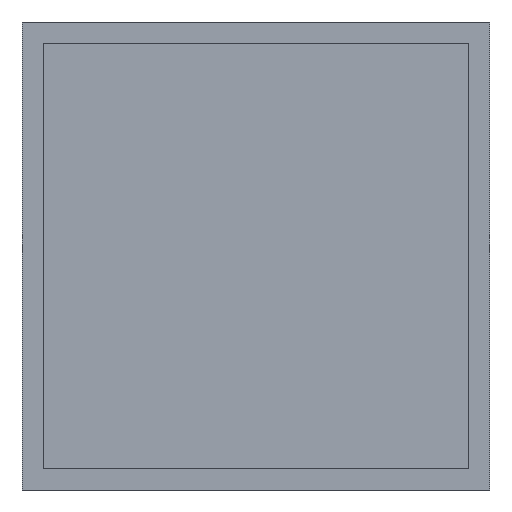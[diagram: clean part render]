
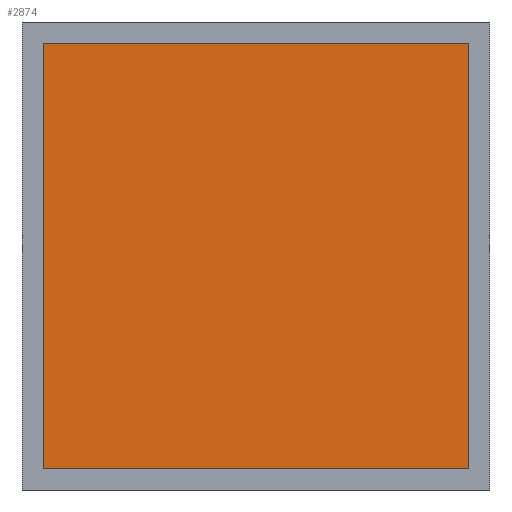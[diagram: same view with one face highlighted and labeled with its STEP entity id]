
A CAD part, front view. The second image highlights one B-rep face of the part: STEP entity #2874.
In plain terms, the highlighted planar face has unit normal (0, -1, 0).
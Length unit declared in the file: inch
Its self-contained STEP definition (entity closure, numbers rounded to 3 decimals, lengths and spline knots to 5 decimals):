
#557 = LINE ( 'NONE', #11440, #8255 ) ;
#582 = CARTESIAN_POINT ( 'NONE',  ( 0.12116, -0.26289, 0.05 ) ) ;
#1849 = LINE ( 'NONE', #3944, #2797 ) ;
#2511 = VERTEX_POINT ( 'NONE', #8614 ) ;
#2553 = FACE_OUTER_BOUND ( 'NONE', #7812, .T. ) ;
#2797 = VECTOR ( 'NONE', #10957, 39.37008 ) ;
#2812 = VERTEX_POINT ( 'NONE', #12379 ) ;
#2874 = ADVANCED_FACE ( 'NONE', ( #2553 ), #9836, .T. ) ;
#3043 = CARTESIAN_POINT ( 'NONE',  ( 0.12116, -0.26289, 0.05 ) ) ;
#3216 = VECTOR ( 'NONE', #3247, 39.37008 ) ;
#3247 = DIRECTION ( 'NONE',  ( -1., 0., 0. ) ) ;
#3943 = ORIENTED_EDGE ( 'NONE', *, *, #9479, .T. ) ;
#3944 = CARTESIAN_POINT ( 'NONE',  ( 0.12116, -0.26289, 0.05 ) ) ;
#3996 = ORIENTED_EDGE ( 'NONE', *, *, #4123, .T. ) ;
#4123 = EDGE_CURVE ( 'NONE', #5970, #12477, #9110, .T. ) ;
#4674 = EDGE_CURVE ( 'NONE', #2812, #5970, #1849, .T. ) ;
#4826 = DIRECTION ( 'NONE',  ( 0., 0., -1. ) ) ;
#5215 = ORIENTED_EDGE ( 'NONE', *, *, #9439, .T. ) ;
#5428 = DIRECTION ( 'NONE',  ( 0., 0., -1. ) ) ;
#5890 = LINE ( 'NONE', #11354, #3216 ) ;
#5970 = VERTEX_POINT ( 'NONE', #582 ) ;
#7812 = EDGE_LOOP ( 'NONE', ( #3996, #5215, #3943, #11582 ) ) ;
#8255 = VECTOR ( 'NONE', #5428, 39.37008 ) ;
#8614 = CARTESIAN_POINT ( 'NONE',  ( -0.87884, -0.26289, 1.05 ) ) ;
#9053 = DIRECTION ( 'NONE',  ( 0., 0., 1. ) ) ;
#9110 = LINE ( 'NONE', #3043, #11807 ) ;
#9439 = EDGE_CURVE ( 'NONE', #12477, #2511, #5890, .T. ) ;
#9479 = EDGE_CURVE ( 'NONE', #2511, #2812, #557, .T. ) ;
#9836 = PLANE ( 'NONE',  #10149 ) ;
#10149 = AXIS2_PLACEMENT_3D ( 'NONE', #11836, #10862, #4826 ) ;
#10862 = DIRECTION ( 'NONE',  ( 0., -1., 0. ) ) ;
#10957 = DIRECTION ( 'NONE',  ( 1., 0., 0. ) ) ;
#11354 = CARTESIAN_POINT ( 'NONE',  ( 0.12116, -0.26289, 1.05 ) ) ;
#11428 = CARTESIAN_POINT ( 'NONE',  ( 0.12116, -0.26289, 1.05 ) ) ;
#11440 = CARTESIAN_POINT ( 'NONE',  ( -0.87884, -0.26289, 0.05 ) ) ;
#11582 = ORIENTED_EDGE ( 'NONE', *, *, #4674, .T. ) ;
#11807 = VECTOR ( 'NONE', #9053, 39.37008 ) ;
#11836 = CARTESIAN_POINT ( 'NONE',  ( 0., -0.26289, 0. ) ) ;
#12379 = CARTESIAN_POINT ( 'NONE',  ( -0.87884, -0.26289, 0.05 ) ) ;
#12477 = VERTEX_POINT ( 'NONE', #11428 ) ;
